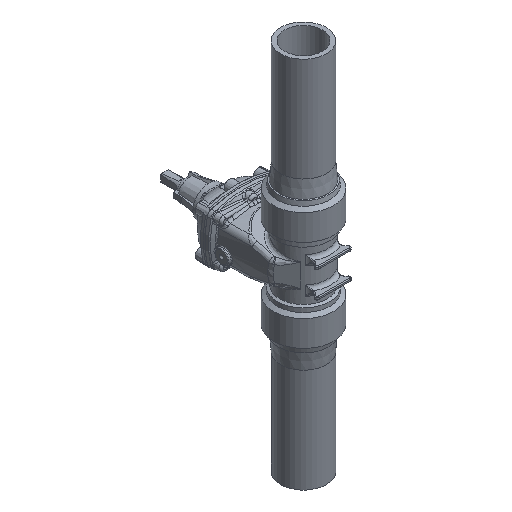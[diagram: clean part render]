
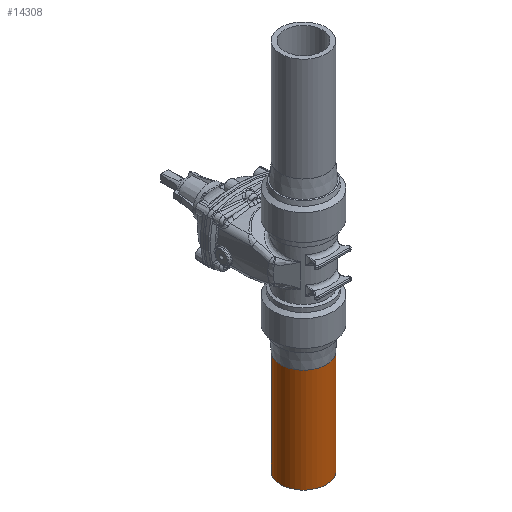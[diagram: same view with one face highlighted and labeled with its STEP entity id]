
A CAD part, isometric view. The second image highlights one B-rep face of the part: STEP entity #14308.
In plain terms, the highlighted cylindrical face has radius 55 mm (diameter 110 mm), a full revolution.
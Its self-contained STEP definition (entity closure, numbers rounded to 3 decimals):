
#5210 = ORIENTED_EDGE ( 'NONE', *, *, #17314, .F. ) ;
#5211 = ORIENTED_EDGE ( 'NONE', *, *, #17321, .T. ) ;
#8655 = EDGE_LOOP ( 'NONE', ( #5211 ) ) ;
#8662 = EDGE_LOOP ( 'NONE', ( #5210 ) ) ;
#9472 = AXIS2_PLACEMENT_3D ( 'NONE', #18080, #18081, #18078 ) ;
#11097 = CARTESIAN_POINT ( 'NONE',  ( 0., 0., -199.55 ) ) ;
#11098 = DIRECTION ( 'NONE',  ( 0., 0., 1. ) ) ;
#11099 = DIRECTION ( 'NONE',  ( 1., 0., 0. ) ) ;
#11118 = CARTESIAN_POINT ( 'NONE',  ( 0., 0., -449.55 ) ) ;
#11119 = DIRECTION ( 'NONE',  ( 0., 0., 1. ) ) ;
#11120 = DIRECTION ( 'NONE',  ( 1., 0., 0. ) ) ;
#14308 = ADVANCED_FACE ( 'NONE', ( #16387, #16381 ), #16392, .T. ) ;
#14589 = VERTEX_POINT ( 'NONE', #15957 ) ;
#14687 = CIRCLE ( 'NONE', #18388, 55. ) ;
#14833 = CIRCLE ( 'NONE', #18391, 55. ) ;
#14854 = VERTEX_POINT ( 'NONE', #15956 ) ;
#15956 = CARTESIAN_POINT ( 'NONE',  ( 55., 0., -199.55 ) ) ;
#15957 = CARTESIAN_POINT ( 'NONE',  ( 55., 0., -449.55 ) ) ;
#16381 = FACE_OUTER_BOUND ( 'NONE', #8655, .T. ) ;
#16387 = FACE_OUTER_BOUND ( 'NONE', #8662, .T. ) ;
#16392 = CYLINDRICAL_SURFACE ( 'NONE', #9472, 55. ) ;
#17314 = EDGE_CURVE ( 'NONE', #14854, #14854, #14687, .T. ) ;
#17321 = EDGE_CURVE ( 'NONE', #14589, #14589, #14833, .T. ) ;
#18078 = DIRECTION ( 'NONE',  ( 1., 0., 0. ) ) ;
#18080 = CARTESIAN_POINT ( 'NONE',  ( 0., 0., 0. ) ) ;
#18081 = DIRECTION ( 'NONE',  ( 0., 0., 1. ) ) ;
#18388 = AXIS2_PLACEMENT_3D ( 'NONE', #11097, #11098, #11099 ) ;
#18391 = AXIS2_PLACEMENT_3D ( 'NONE', #11118, #11119, #11120 ) ;
